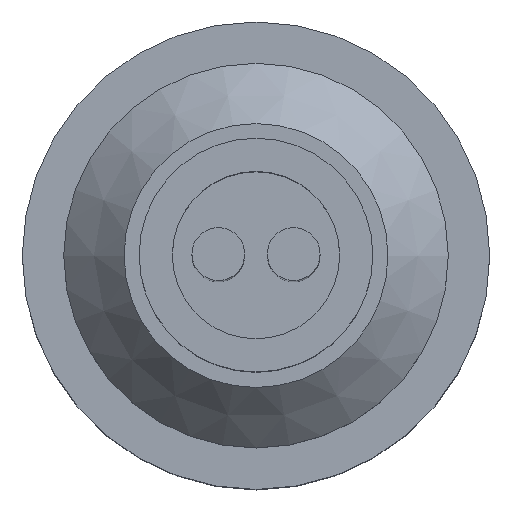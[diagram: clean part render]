
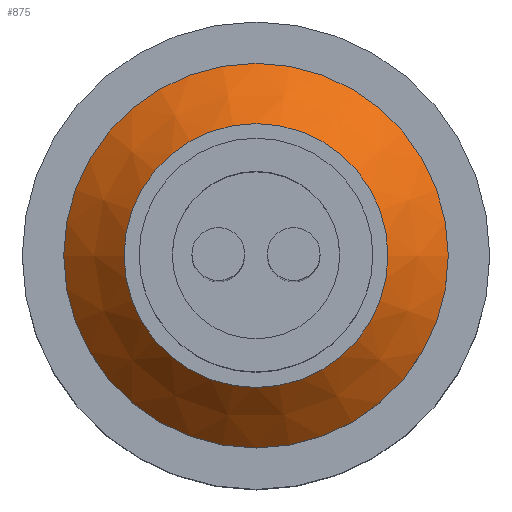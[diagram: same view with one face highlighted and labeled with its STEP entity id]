
A CAD part, top view. The second image highlights one B-rep face of the part: STEP entity #875.
In plain terms, the highlighted conical face has half-angle 45 degrees and reference radius 10.75 mm.
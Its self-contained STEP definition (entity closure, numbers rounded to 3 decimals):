
#12=CONICAL_SURFACE($,#929,10.75,45.);
#24=FACE_BOUND($,#193,.T.);
#56=CIRCLE($,#930,8.75);
#57=CIRCLE($,#931,12.75);
#134=FACE_OUTER_BOUND($,#192,.T.);
#192=EDGE_LOOP($,(#722));
#193=EDGE_LOOP($,(#723));
#441=VERTEX_POINT($,#1556);
#442=VERTEX_POINT($,#1558);
#551=EDGE_CURVE($,#441,#441,#56,.T.);
#552=EDGE_CURVE($,#442,#442,#57,.T.);
#722=ORIENTED_EDGE($,*,*,#551,.T.);
#723=ORIENTED_EDGE($,*,*,#552,.T.);
#875=ADVANCED_FACE($,(#134,#24),#12,.T.);
#929=AXIS2_PLACEMENT_3D($,#1555,#1092,#1093);
#930=AXIS2_PLACEMENT_3D($,#1557,#1094,#1095);
#931=AXIS2_PLACEMENT_3D($,#1559,#1096,#1097);
#1092=DIRECTION('center_axis',(0.,0.,-1.));
#1093=DIRECTION('ref_axis',(-1.,0.,0.));
#1094=DIRECTION('center_axis',(0.,0.,-1.));
#1095=DIRECTION('ref_axis',(-1.,0.,0.));
#1096=DIRECTION('center_axis',(0.,0.,1.));
#1097=DIRECTION('ref_axis',(-1.,0.,0.));
#1555=CARTESIAN_POINT('Origin',(0.,0.,25.));
#1556=CARTESIAN_POINT('',(8.75,0.,27.));
#1557=CARTESIAN_POINT('Origin',(0.,0.,27.));
#1558=CARTESIAN_POINT('',(12.75,0.,23.));
#1559=CARTESIAN_POINT('Origin',(0.,0.,23.));
